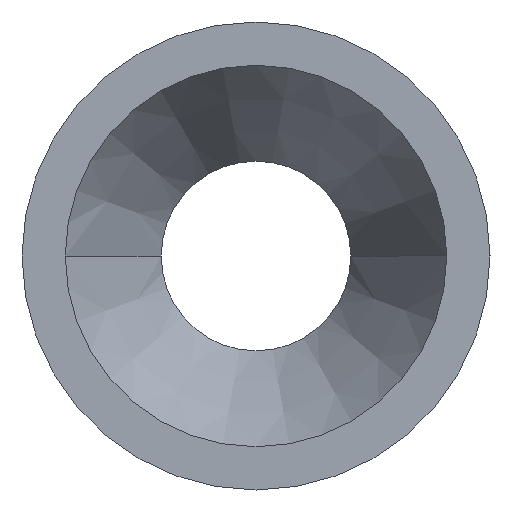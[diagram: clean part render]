
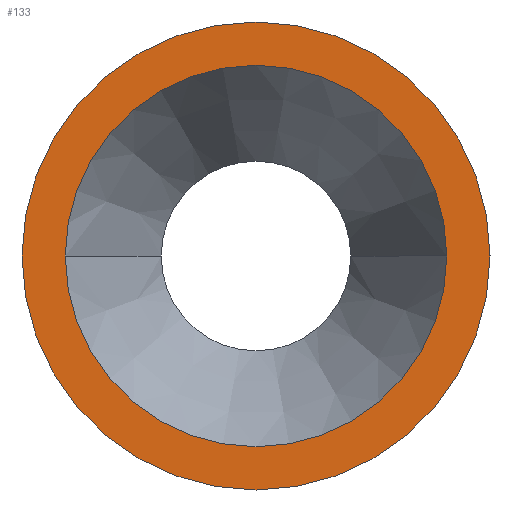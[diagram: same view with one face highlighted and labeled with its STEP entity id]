
A CAD part, left-side view. The second image highlights one B-rep face of the part: STEP entity #133.
In plain terms, the highlighted planar face has unit normal (-1, 0, 0).
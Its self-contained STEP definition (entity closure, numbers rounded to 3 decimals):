
#95 = EDGE_CURVE( '', #191, #149, #230, .T. );
#133 = ADVANCED_FACE( '', ( #270, #271 ), #272, .T. );
#139 = EDGE_CURVE( '', #151, #171, #279, .T. );
#149 = VERTEX_POINT( '', #293 );
#151 = VERTEX_POINT( '', #295 );
#165 = EDGE_CURVE( '', #149, #191, #311, .T. );
#171 = VERTEX_POINT( '', #317 );
#175 = EDGE_CURVE( '', #171, #151, #321, .T. );
#191 = VERTEX_POINT( '', #341 );
#230 = CIRCLE( '', #374, 20. );
#270 = FACE_BOUND( '', #428, .T. );
#271 = FACE_OUTER_BOUND( '', #429, .T. );
#272 = PLANE( '', #430 );
#279 = CIRCLE( '', #439, 16.3 );
#293 = CARTESIAN_POINT( '', ( 0., 20., 0. ) );
#295 = CARTESIAN_POINT( '', ( 0., -16.3, 0. ) );
#311 = CIRCLE( '', #476, 20. );
#317 = CARTESIAN_POINT( '', ( 0., 16.3, 0. ) );
#321 = CIRCLE( '', #493, 16.3 );
#341 = CARTESIAN_POINT( '', ( 0., -20., 0. ) );
#374 = AXIS2_PLACEMENT_3D( '', #542, #543, #544 );
#428 = EDGE_LOOP( '', ( #583, #584 ) );
#429 = EDGE_LOOP( '', ( #585, #586 ) );
#430 = AXIS2_PLACEMENT_3D( '', #587, #588, #589 );
#439 = AXIS2_PLACEMENT_3D( '', #601, #602, #603 );
#476 = AXIS2_PLACEMENT_3D( '', #659, #660, #661 );
#493 = AXIS2_PLACEMENT_3D( '', #665, #666, #667 );
#542 = CARTESIAN_POINT( '', ( 0., 0., 0. ) );
#543 = DIRECTION( '', ( -1., 0., 0. ) );
#544 = DIRECTION( '', ( 0., 1., 0. ) );
#583 = ORIENTED_EDGE( '', *, *, #175, .F. );
#584 = ORIENTED_EDGE( '', *, *, #139, .F. );
#585 = ORIENTED_EDGE( '', *, *, #165, .T. );
#586 = ORIENTED_EDGE( '', *, *, #95, .T. );
#587 = CARTESIAN_POINT( '', ( 0., 18.15, 0. ) );
#588 = DIRECTION( '', ( -1., 0., 0. ) );
#589 = DIRECTION( '', ( 0., 1., 0. ) );
#601 = CARTESIAN_POINT( '', ( 0., 0., 0. ) );
#602 = DIRECTION( '', ( -1., 0., 0. ) );
#603 = DIRECTION( '', ( 0., 1., 0. ) );
#659 = CARTESIAN_POINT( '', ( 0., 0., 0. ) );
#660 = DIRECTION( '', ( -1., 0., 0. ) );
#661 = DIRECTION( '', ( 0., 1., 0. ) );
#665 = CARTESIAN_POINT( '', ( 0., 0., 0. ) );
#666 = DIRECTION( '', ( -1., 0., 0. ) );
#667 = DIRECTION( '', ( 0., 1., 0. ) );
